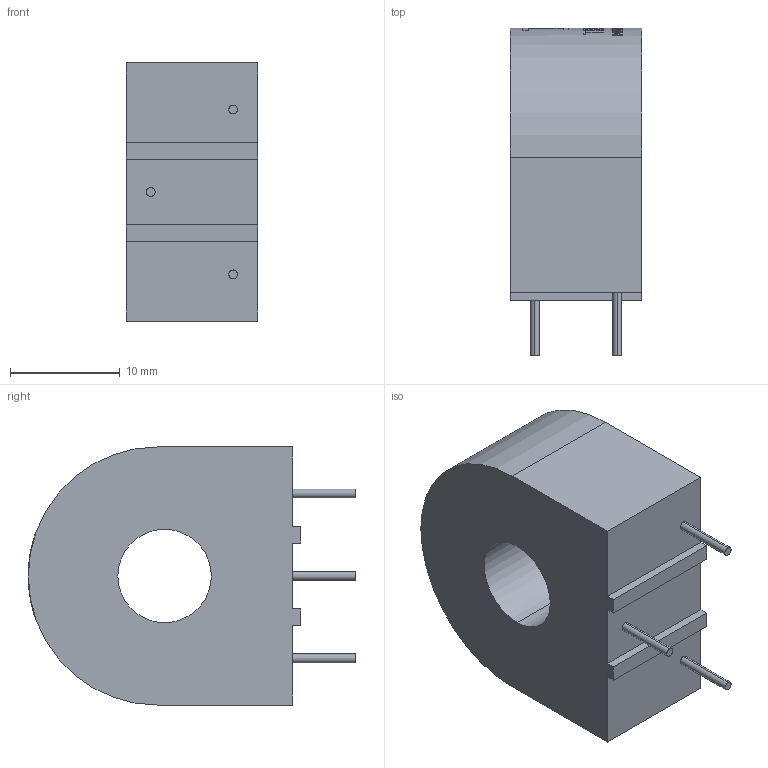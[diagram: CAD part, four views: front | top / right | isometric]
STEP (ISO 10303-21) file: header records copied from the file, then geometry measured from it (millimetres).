
FILE_DESCRIPTION (( 'STEP AP214' ), '1' );
FILE_NAME ('CST-1020.STEP', '2013-12-19T07:27:28', ( '' ), ( '' ), 'SwSTEP 2.0', 'SolidWorks 2013', '' );
FILE_SCHEMA (( 'AUTOMOTIVE_DESIGN' ));
Length unit declared in the file: millimetre
Products named in the file (1): CST-1020
Bounding box: 12 x 29.81 x 23.5 mm (x, y, z)
Volume: 5425.9 mm3; surface area: 2324 mm2
Topology: 1 solids, 1 shells, 264 faces, 711 edges, 474 vertices
Faces by surface type: plane 142, bspline 91, cylinder 31
Entity records: 15502 total; most frequent: CARTESIAN_POINT 6634, ORIENTED_EDGE 1422, DIRECTION 910, EDGE_CURVE 711, VERTEX_POINT 474, AXIS2_PLACEMENT_3D 322, B_SPLINE_CURVE_WITH_KNOTS 297, EDGE_LOOP 291
